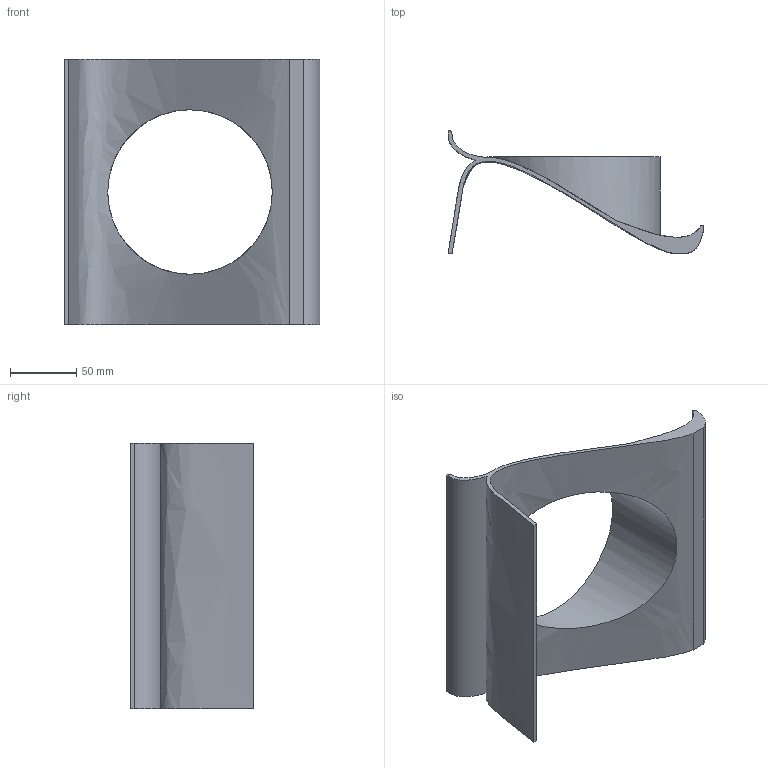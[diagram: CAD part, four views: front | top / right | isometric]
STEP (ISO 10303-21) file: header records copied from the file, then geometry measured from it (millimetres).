
FILE_DESCRIPTION(/* description */ (''),/* implementation_level */ '2;1');
FILE_NAME(/* name */ 'Cat Bowl Support With Tab v2.step',/* time_stamp */ '2025-09-23T21:01:21-03:00',/* author */ (''),/* organization */ (''),/* preprocessor_version */ 'ST-DEVELOPER v20.1',/* originating_system */ 'Autodesk Translation Framework v14.10.0.0',/* authorisation */ '');
FILE_SCHEMA (('AUTOMOTIVE_DESIGN { 1 0 10303 214 3 1 1 }'));
Length unit declared in the file: millimetre
Products named in the file (1): Cat Bowl Support With Tab
Bounding box: 192.96 x 93 x 200 mm (x, y, z)
Volume: 183119.2 mm3; surface area: 125013.2 mm2
Topology: 1 solids, 1 shells, 20 faces, 49 edges, 32 vertices
Faces by surface type: bspline 8, plane 8, cylinder 4
Full cylindrical faces by diameter (mm): 124 x1, 130 x1
Entity records: 1544 total; most frequent: CARTESIAN_POINT 1105, ORIENTED_EDGE 98, DIRECTION 61, EDGE_CURVE 49, VERTEX_POINT 32, EDGE_LOOP 23, LINE 23, VECTOR 23
